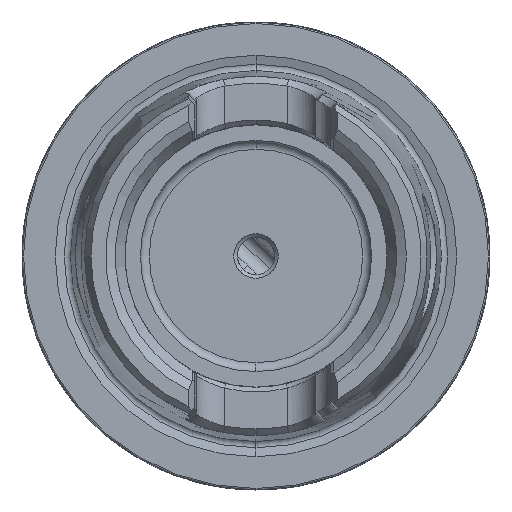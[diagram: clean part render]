
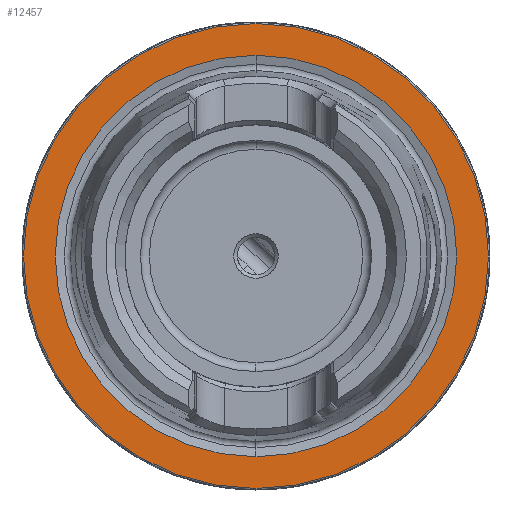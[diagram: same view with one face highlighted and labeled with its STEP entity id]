
A CAD part, left-side view. The second image highlights one B-rep face of the part: STEP entity #12457.
In plain terms, the highlighted planar face has unit normal (-1, 0, 0).
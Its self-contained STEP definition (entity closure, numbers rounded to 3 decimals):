
#304 = EDGE_CURVE ( 'NONE', #23975, #11890, #26438, .T. ) ;
#331 = CARTESIAN_POINT ( 'NONE',  ( 0., 0., 0. ) ) ;
#387 = EDGE_LOOP ( 'NONE', ( #23313, #5829 ) ) ;
#1431 = AXIS2_PLACEMENT_3D ( 'NONE', #14153, #3253, #25464 ) ;
#1538 = EDGE_CURVE ( 'NONE', #10097, #19826, #4626, .T. ) ;
#2397 = DIRECTION ( 'NONE',  ( 0., 0., 1. ) ) ;
#2463 = DIRECTION ( 'NONE',  ( -1., 0., 0. ) ) ;
#2581 = PLANE ( 'NONE',  #16716 ) ;
#3253 = DIRECTION ( 'NONE',  ( -1., 0., 0. ) ) ;
#3307 = EDGE_CURVE ( 'NONE', #11890, #23975, #6147, .T. ) ;
#4626 = CIRCLE ( 'NONE', #1431, 27. ) ;
#4649 = DIRECTION ( 'NONE',  ( 0., 0., -1. ) ) ;
#4881 = EDGE_LOOP ( 'NONE', ( #13803, #14265 ) ) ;
#5235 = AXIS2_PLACEMENT_3D ( 'NONE', #11365, #25726, #13400 ) ;
#5829 = ORIENTED_EDGE ( 'NONE', *, *, #304, .T. ) ;
#6147 = CIRCLE ( 'NONE', #5235, 31.275 ) ;
#7639 = CARTESIAN_POINT ( 'NONE',  ( 0., 0., 27. ) ) ;
#8121 = DIRECTION ( 'NONE',  ( 0., 0., 1. ) ) ;
#8660 = CARTESIAN_POINT ( 'NONE',  ( 0., 31.275, 0. ) ) ;
#8968 = AXIS2_PLACEMENT_3D ( 'NONE', #10184, #2463, #8121 ) ;
#10097 = VERTEX_POINT ( 'NONE', #23765 ) ;
#10184 = CARTESIAN_POINT ( 'NONE',  ( 0., 0., 0. ) ) ;
#11365 = CARTESIAN_POINT ( 'NONE',  ( 0., 0., 0. ) ) ;
#11890 = VERTEX_POINT ( 'NONE', #25182 ) ;
#12422 = CIRCLE ( 'NONE', #15887, 27. ) ;
#12457 = ADVANCED_FACE ( 'NONE', ( #17307, #13119 ), #2581, .F. ) ;
#13119 = FACE_OUTER_BOUND ( 'NONE', #387, .T. ) ;
#13400 = DIRECTION ( 'NONE',  ( 0., 0., 1. ) ) ;
#13803 = ORIENTED_EDGE ( 'NONE', *, *, #14733, .F. ) ;
#14153 = CARTESIAN_POINT ( 'NONE',  ( 0., 0., 0. ) ) ;
#14265 = ORIENTED_EDGE ( 'NONE', *, *, #1538, .F. ) ;
#14656 = DIRECTION ( 'NONE',  ( -1., 0., 0. ) ) ;
#14733 = EDGE_CURVE ( 'NONE', #19826, #10097, #12422, .T. ) ;
#15887 = AXIS2_PLACEMENT_3D ( 'NONE', #331, #14656, #2397 ) ;
#16716 = AXIS2_PLACEMENT_3D ( 'NONE', #8660, #16924, #4649 ) ;
#16924 = DIRECTION ( 'NONE',  ( 1., 0., 0. ) ) ;
#17307 = FACE_BOUND ( 'NONE', #4881, .T. ) ;
#19826 = VERTEX_POINT ( 'NONE', #7639 ) ;
#23313 = ORIENTED_EDGE ( 'NONE', *, *, #3307, .T. ) ;
#23765 = CARTESIAN_POINT ( 'NONE',  ( 0., 0., -27. ) ) ;
#23975 = VERTEX_POINT ( 'NONE', #26041 ) ;
#25182 = CARTESIAN_POINT ( 'NONE',  ( 0., 0., 31.275 ) ) ;
#25464 = DIRECTION ( 'NONE',  ( 0., 0., 1. ) ) ;
#25726 = DIRECTION ( 'NONE',  ( -1., 0., 0. ) ) ;
#26041 = CARTESIAN_POINT ( 'NONE',  ( 0., 0., -31.275 ) ) ;
#26438 = CIRCLE ( 'NONE', #8968, 31.275 ) ;
